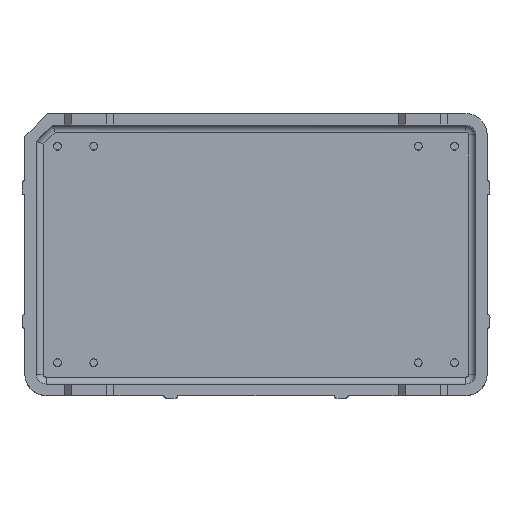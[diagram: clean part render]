
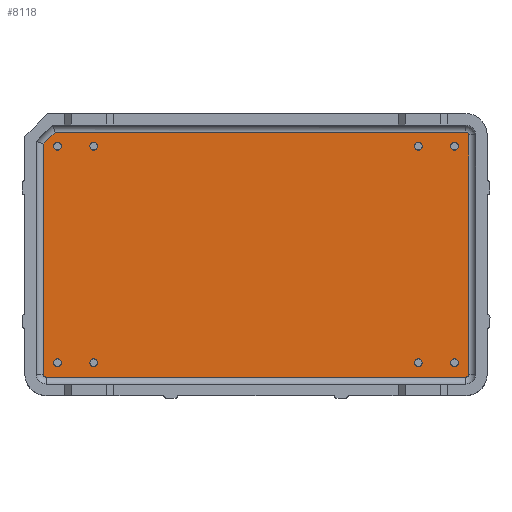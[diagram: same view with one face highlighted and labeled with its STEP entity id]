
A CAD part, top view. The second image highlights one B-rep face of the part: STEP entity #8118.
In plain terms, the highlighted planar face has unit normal (0, 0, 1).
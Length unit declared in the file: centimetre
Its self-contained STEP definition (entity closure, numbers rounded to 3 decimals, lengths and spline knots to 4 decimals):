
#939=VECTOR('',#9366,1.);
#940=VECTOR('',#9367,1.);
#941=VECTOR('',#9368,1.);
#942=VECTOR('',#9371,1.);
#943=VECTOR('',#9374,1.);
#1831=LINE('',#12237,#939);
#1832=LINE('',#12240,#940);
#1833=LINE('',#12242,#941);
#1834=LINE('',#12246,#942);
#1835=LINE('',#12250,#943);
#2257=PLANE('',#13172);
#2313=VERTEX_POINT('',#10000);
#2315=VERTEX_POINT('',#10006);
#2317=VERTEX_POINT('',#10012);
#2337=VERTEX_POINT('',#10073);
#2873=VERTEX_POINT('',#12205);
#2875=VERTEX_POINT('',#12211);
#2877=VERTEX_POINT('',#12217);
#2879=VERTEX_POINT('',#12223);
#2885=VERTEX_POINT('',#12238);
#2886=VERTEX_POINT('',#12239);
#2887=VERTEX_POINT('',#12241);
#2888=VERTEX_POINT('',#12243);
#2889=VERTEX_POINT('',#12245);
#2890=VERTEX_POINT('',#12247);
#2891=VERTEX_POINT('',#12249);
#2892=VERTEX_POINT('',#12251);
#3099=CIRCLE('',#12889,0.0265);
#3101=CIRCLE('',#12893,0.0265);
#3103=CIRCLE('',#12897,0.0265);
#3115=CIRCLE('',#12922,0.0265);
#3121=CIRCLE('',#13157,0.0265);
#3123=CIRCLE('',#13161,0.0265);
#3125=CIRCLE('',#13165,0.0265);
#3127=CIRCLE('',#13169,0.0265);
#3128=CIRCLE('',#13173,0.02);
#3129=CIRCLE('',#13174,0.02);
#3130=CIRCLE('',#13175,0.02);
#3239=EDGE_CURVE('',#2313,#2313,#3099,.T.);
#3241=EDGE_CURVE('',#2315,#2315,#3101,.T.);
#3243=EDGE_CURVE('',#2317,#2317,#3103,.T.);
#3271=EDGE_CURVE('',#2337,#2337,#3115,.T.);
#4072=EDGE_CURVE('',#2873,#2873,#3121,.T.);
#4074=EDGE_CURVE('',#2875,#2875,#3123,.T.);
#4076=EDGE_CURVE('',#2877,#2877,#3125,.T.);
#4078=EDGE_CURVE('',#2879,#2879,#3127,.T.);
#4084=EDGE_CURVE('',#2885,#2886,#1831,.T.);
#4085=EDGE_CURVE('',#2887,#2885,#1832,.T.);
#4086=EDGE_CURVE('',#2888,#2887,#1833,.T.);
#4087=EDGE_CURVE('',#2889,#2888,#3128,.T.);
#4088=EDGE_CURVE('',#2890,#2889,#1834,.T.);
#4089=EDGE_CURVE('',#2891,#2890,#3129,.T.);
#4090=EDGE_CURVE('',#2892,#2891,#1835,.T.);
#4091=EDGE_CURVE('',#2886,#2892,#3130,.T.);
#6082=ORIENTED_EDGE('',*,*,#4084,.F.);
#6083=ORIENTED_EDGE('',*,*,#4085,.F.);
#6084=ORIENTED_EDGE('',*,*,#4086,.F.);
#6085=ORIENTED_EDGE('',*,*,#4087,.F.);
#6086=ORIENTED_EDGE('',*,*,#4088,.F.);
#6087=ORIENTED_EDGE('',*,*,#4089,.F.);
#6088=ORIENTED_EDGE('',*,*,#4090,.F.);
#6089=ORIENTED_EDGE('',*,*,#4091,.F.);
#6090=ORIENTED_EDGE('',*,*,#4078,.T.);
#6091=ORIENTED_EDGE('',*,*,#4076,.T.);
#6092=ORIENTED_EDGE('',*,*,#4074,.T.);
#6093=ORIENTED_EDGE('',*,*,#4072,.T.);
#6094=ORIENTED_EDGE('',*,*,#3271,.T.);
#6095=ORIENTED_EDGE('',*,*,#3243,.T.);
#6096=ORIENTED_EDGE('',*,*,#3241,.T.);
#6097=ORIENTED_EDGE('',*,*,#3239,.T.);
#7104=EDGE_LOOP('',(#6082,#6083,#6084,#6085,#6086,#6087,#6088,#6089));
#7105=EDGE_LOOP('',(#6090));
#7106=EDGE_LOOP('',(#6091));
#7107=EDGE_LOOP('',(#6092));
#7108=EDGE_LOOP('',(#6093));
#7109=EDGE_LOOP('',(#6094));
#7110=EDGE_LOOP('',(#6095));
#7111=EDGE_LOOP('',(#6096));
#7112=EDGE_LOOP('',(#6097));
#7627=FACE_BOUND('',#7104,.T.);
#7628=FACE_BOUND('',#7105,.T.);
#7629=FACE_BOUND('',#7106,.T.);
#7630=FACE_BOUND('',#7107,.T.);
#7631=FACE_BOUND('',#7108,.T.);
#7632=FACE_BOUND('',#7109,.T.);
#7633=FACE_BOUND('',#7110,.T.);
#7634=FACE_BOUND('',#7111,.T.);
#7635=FACE_BOUND('',#7112,.T.);
#8118=ADVANCED_FACE('',(#7627,#7628,#7629,#7630,#7631,#7632,#7633,#7634,
#7635),#2257,.T.);
#8333=DIRECTION('',(0.,0.,-1.));
#8334=DIRECTION('',(0.026,0.,0.));
#8340=DIRECTION('',(0.,0.,-1.));
#8341=DIRECTION('',(0.026,0.,0.));
#8347=DIRECTION('',(0.,0.,-1.));
#8348=DIRECTION('',(0.026,0.,0.));
#8406=DIRECTION('',(0.,0.,-1.));
#8407=DIRECTION('',(0.026,0.,0.));
#9335=DIRECTION('',(0.,0.,-1.));
#9336=DIRECTION('',(0.026,0.,0.));
#9342=DIRECTION('',(0.,0.,-1.));
#9343=DIRECTION('',(0.026,0.,0.));
#9349=DIRECTION('',(0.,0.,-1.));
#9350=DIRECTION('',(0.026,0.,0.));
#9356=DIRECTION('',(0.,0.,-1.));
#9357=DIRECTION('',(0.026,0.,0.));
#9365=DIRECTION('',(0.,0.,1.));
#9366=DIRECTION('',(1.,0.,0.));
#9367=DIRECTION('',(0.707,0.707,0.));
#9368=DIRECTION('',(0.,1.,0.));
#9369=DIRECTION('',(0.,0.,-1.));
#9370=DIRECTION('',(-0.014,-0.014,0.));
#9371=DIRECTION('',(-1.,0.,0.));
#9372=DIRECTION('',(0.,0.,-1.));
#9373=DIRECTION('',(0.014,-0.014,0.));
#9374=DIRECTION('',(0.,-1.,0.));
#9375=DIRECTION('',(0.,0.,-1.));
#9376=DIRECTION('',(0.014,0.014,0.));
#9999=CARTESIAN_POINT('',(1.143,0.762,0.731));
#10000=CARTESIAN_POINT('',(1.1165,0.7621,0.731));
#10005=CARTESIAN_POINT('',(1.397,-0.762,0.731));
#10006=CARTESIAN_POINT('',(1.3705,-0.7619,0.731));
#10011=CARTESIAN_POINT('',(-1.143,-0.762,0.731));
#10012=CARTESIAN_POINT('',(-1.1695,-0.7619,0.731));
#10072=CARTESIAN_POINT('',(-1.397,0.762,0.731));
#10073=CARTESIAN_POINT('',(-1.4235,0.7621,0.731));
#12204=CARTESIAN_POINT('',(-1.397,-0.762,0.731));
#12205=CARTESIAN_POINT('',(-1.4235,-0.7619,0.731));
#12210=CARTESIAN_POINT('',(1.143,-0.762,0.731));
#12211=CARTESIAN_POINT('',(1.1165,-0.7619,0.731));
#12216=CARTESIAN_POINT('',(-1.143,0.762,0.731));
#12217=CARTESIAN_POINT('',(-1.1695,0.7621,0.731));
#12222=CARTESIAN_POINT('',(1.397,0.762,0.731));
#12223=CARTESIAN_POINT('',(1.3705,0.7621,0.731));
#12236=CARTESIAN_POINT('',(0.006,-0.0036,0.731));
#12237=CARTESIAN_POINT('',(0.0138,0.862,0.731));
#12238=CARTESIAN_POINT('',(-1.4132,0.862,0.731));
#12239=CARTESIAN_POINT('',(1.477,0.862,0.731));
#12240=CARTESIAN_POINT('',(-1.2957,0.9794,0.731));
#12241=CARTESIAN_POINT('',(-1.497,0.7782,0.731));
#12242=CARTESIAN_POINT('',(-1.497,-0.0126,0.731));
#12243=CARTESIAN_POINT('',(-1.497,-0.842,0.731));
#12244=CARTESIAN_POINT('',(-1.477,-0.842,0.731));
#12245=CARTESIAN_POINT('',(-1.477,-0.862,0.731));
#12246=CARTESIAN_POINT('',(0.003,-0.862,0.731));
#12247=CARTESIAN_POINT('',(1.477,-0.862,0.731));
#12248=CARTESIAN_POINT('',(1.477,-0.842,0.731));
#12249=CARTESIAN_POINT('',(1.497,-0.842,0.731));
#12250=CARTESIAN_POINT('',(1.497,-0.0018,0.731));
#12251=CARTESIAN_POINT('',(1.497,0.842,0.731));
#12252=CARTESIAN_POINT('',(1.477,0.842,0.731));
#12889=AXIS2_PLACEMENT_3D('',#9999,#8333,#8334);
#12893=AXIS2_PLACEMENT_3D('',#10005,#8340,#8341);
#12897=AXIS2_PLACEMENT_3D('',#10011,#8347,#8348);
#12922=AXIS2_PLACEMENT_3D('',#10072,#8406,#8407);
#13157=AXIS2_PLACEMENT_3D('',#12204,#9335,#9336);
#13161=AXIS2_PLACEMENT_3D('',#12210,#9342,#9343);
#13165=AXIS2_PLACEMENT_3D('',#12216,#9349,#9350);
#13169=AXIS2_PLACEMENT_3D('',#12222,#9356,#9357);
#13172=AXIS2_PLACEMENT_3D('',#12236,#9365,$);
#13173=AXIS2_PLACEMENT_3D('',#12244,#9369,#9370);
#13174=AXIS2_PLACEMENT_3D('',#12248,#9372,#9373);
#13175=AXIS2_PLACEMENT_3D('',#12252,#9375,#9376);
